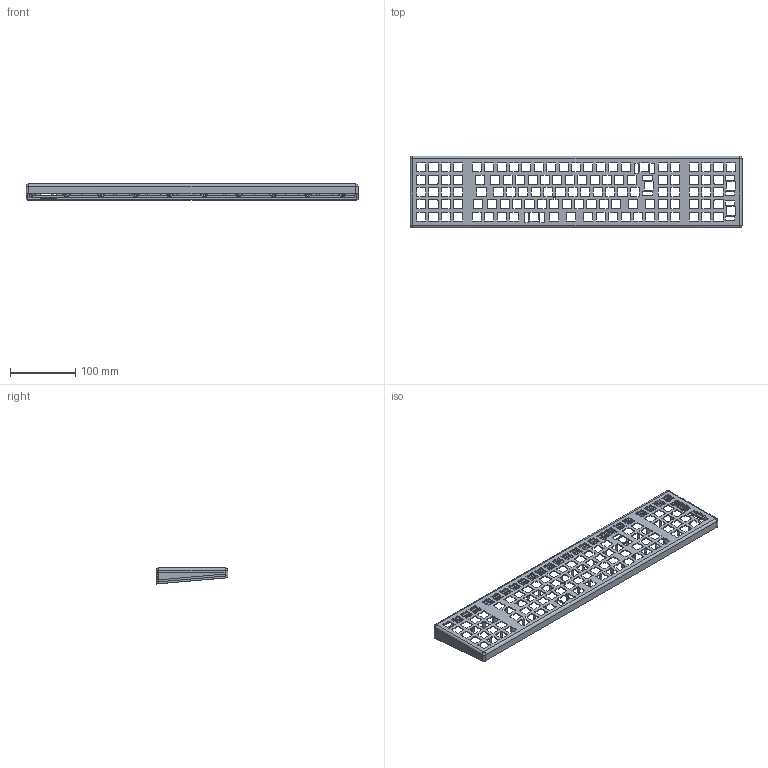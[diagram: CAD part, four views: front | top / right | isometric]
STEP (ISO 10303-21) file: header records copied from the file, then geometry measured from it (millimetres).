
FILE_DESCRIPTION(/* description */ (''),/* implementation_level */ '2;1');
FILE_NAME(/* name */ 'pKeybord-01.stp',/* time_stamp */ '2021-03-06T08:21:46+01:00',/* author */ ('niels'),/* organization */ (''),/* preprocessor_version */ 'ST-DEVELOPER v18.1',/* originating_system */ 'Autodesk Inventor 2021',/* authorisation */ '');
FILE_SCHEMA (('AUTOMOTIVE_DESIGN { 1 0 10303 214 3 1 1 }'));
Length unit declared in the file: millimetre
Products named in the file (1): pKeybord-01
Bounding box: 510.25 x 110.2 x 24.64 mm (x, y, z)
Volume: 118520.7 mm3; surface area: 140240.6 mm2
Topology: 37 solids, 37 shells, 1382 faces, 3848 edges, 2554 vertices
Faces by surface type: plane 718, cylinder 619, torus 30, bspline 13, sphere 2
Full cylindrical faces by diameter (mm): 1.8 x35, 3 x3, 3.2 x36, 3.5 x10, 7 x4, 7.5 x9
Entity records: 46609 total; most frequent: CARTESIAN_POINT 9256, DIRECTION 7904, ORIENTED_EDGE 7688, EDGE_CURVE 3844, AXIS2_PLACEMENT_3D 2761, VERTEX_POINT 2554, LINE 2382, VECTOR 2382
